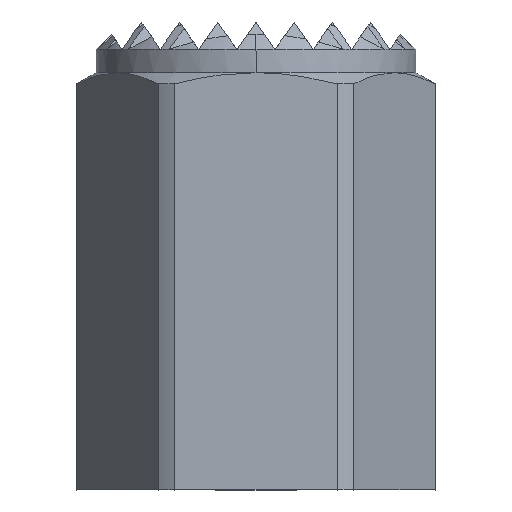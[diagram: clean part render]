
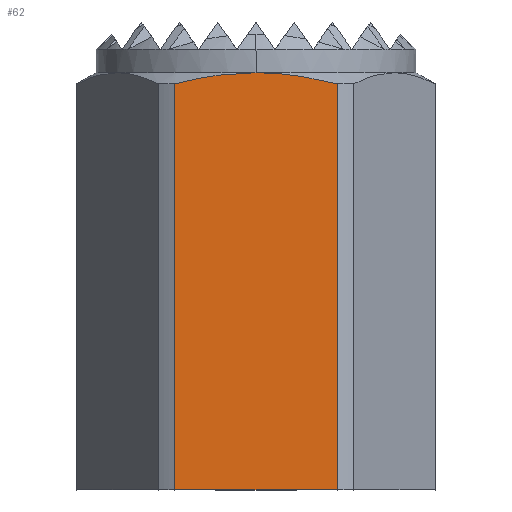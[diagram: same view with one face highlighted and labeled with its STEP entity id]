
A CAD part, left-side view. The second image highlights one B-rep face of the part: STEP entity #62.
In plain terms, the highlighted planar face has unit normal (-1, 0, 0).
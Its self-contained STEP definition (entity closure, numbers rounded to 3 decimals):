
#62=ADVANCED_FACE('',(#422),#423,.T.);
#422=FACE_OUTER_BOUND('',#1110,.T.);
#423=PLANE('',#1111);
#1110=EDGE_LOOP('',(#1896,#1897,#1898,#1899,#1900));
#1111=AXIS2_PLACEMENT_3D('',#1901,#1902,#1903);
#1896=ORIENTED_EDGE('',*,*,#4213,.F.);
#1897=ORIENTED_EDGE('',*,*,#4224,.F.);
#1898=ORIENTED_EDGE('',*,*,#4207,.F.);
#1899=ORIENTED_EDGE('',*,*,#4225,.T.);
#1900=ORIENTED_EDGE('',*,*,#4222,.T.);
#1901=CARTESIAN_POINT('',(-20.5,11.836,0.0));
#1902=DIRECTION('',(-1.0,0.,0.0));
#1903=DIRECTION('',(0.,-1.0,0.0));
#4207=EDGE_CURVE('',#4936,#4937,#4938,.T.);
#4213=EDGE_CURVE('',#4947,#4949,#4950,.T.);
#4222=EDGE_CURVE('',#4866,#4949,#4964,.T.);
#4224=EDGE_CURVE('',#4937,#4947,#4966,.T.);
#4225=EDGE_CURVE('',#4936,#4866,#4967,.T.);
#4866=VERTEX_POINT('',#5884);
#4936=VERTEX_POINT('',#6009);
#4937=VERTEX_POINT('',#6010);
#4938=LINE('',#6011,#6012);
#4947=VERTEX_POINT('',#6023);
#4949=VERTEX_POINT('',#6025);
#4950=LINE('',#6026,#6027);
#4964=(B_SPLINE_CURVE(2,(#6063,#6064,#6065),.UNSPECIFIED.,.F.,.F.)B_SPLINE_CURVE_WITH_KNOTS((3,3),(3.376,4.881),.UNSPECIFIED.)RATIONAL_B_SPLINE_CURVE((1.0,1.087,1.096))BOUNDED_CURVE()REPRESENTATION_ITEM('')GEOMETRIC_REPRESENTATION_ITEM()CURVE());
#4966=LINE('',#6073,#6074);
#4967=(B_SPLINE_CURVE(2,(#6076,#6077,#6078),.UNSPECIFIED.,.F.,.F.)B_SPLINE_CURVE_WITH_KNOTS((3,3),(1.871,3.376),.UNSPECIFIED.)RATIONAL_B_SPLINE_CURVE((1.096,1.087,1.0))BOUNDED_CURVE()REPRESENTATION_ITEM('')GEOMETRIC_REPRESENTATION_ITEM()CURVE());
#5884=CARTESIAN_POINT('',(-20.5,0.,53.5));
#6009=CARTESIAN_POINT('',(-20.5,-10.428,52.057));
#6010=CARTESIAN_POINT('',(-20.5,-10.428,0.0));
#6011=CARTESIAN_POINT('',(-20.5,-10.428,26.75));
#6012=VECTOR('',#8441,1.0);
#6023=CARTESIAN_POINT('',(-20.5,10.428,0.0));
#6025=CARTESIAN_POINT('',(-20.5,10.428,52.057));
#6026=CARTESIAN_POINT('',(-20.5,10.428,26.75));
#6027=VECTOR('',#8453,1.0);
#6063=CARTESIAN_POINT('',(-20.5,0.,53.5));
#6064=CARTESIAN_POINT('',(-20.5,5.493,53.5));
#6065=CARTESIAN_POINT('',(-20.5,11.836,51.669));
#6073=CARTESIAN_POINT('',(-20.5,-11.836,0.0));
#6074=VECTOR('',#8469,10.0);
#6076=CARTESIAN_POINT('',(-20.5,-11.836,51.669));
#6077=CARTESIAN_POINT('',(-20.5,-5.493,53.5));
#6078=CARTESIAN_POINT('',(-20.5,0.,53.5));
#8441=DIRECTION('',(-0.0,-0.0,-1.0));
#8453=DIRECTION('',(0.0,0.0,1.0));
#8469=DIRECTION('',(0.,1.0,0.0));
